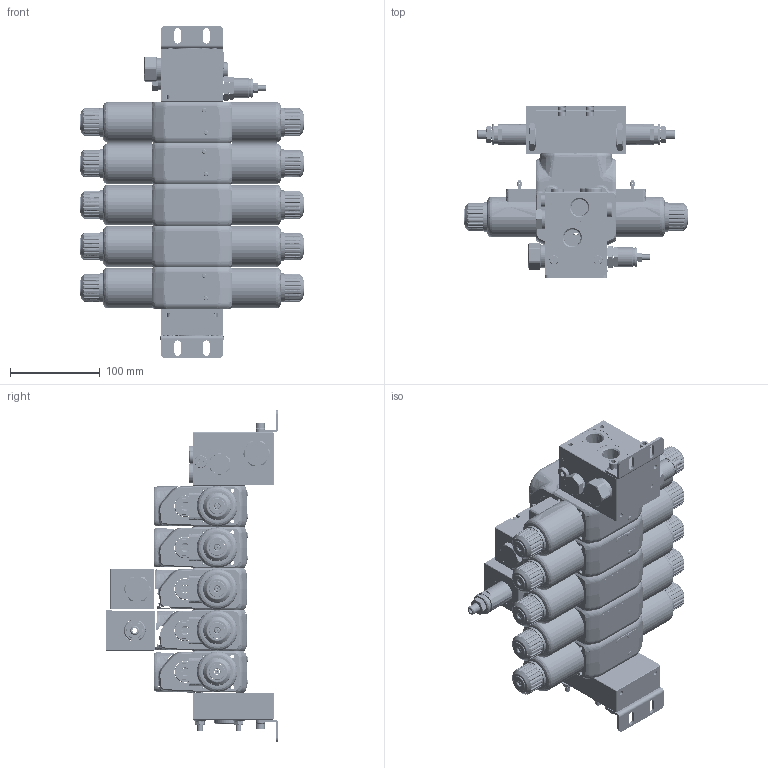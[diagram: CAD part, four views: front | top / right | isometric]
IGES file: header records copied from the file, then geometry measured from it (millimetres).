
Start section: SolidWorks IGES file using analytic representation for surfaces
Global section: file name: CFS30002.igs; native system: SolidWorks 2016; preprocessor: SolidWorks 2016; author: serviziopdm; date: 170124.155125; units: millimetre
Bounding box: 249.5 x 191.7 x 369 mm (x, y, z)
Surface area: 416523.8 mm2 (no closed solid volume)
Topology: 0 solids, 0 shells, 4353 faces, 68987 edges, 68839 vertices
Faces by surface type: revolution 2276, bspline 2077
